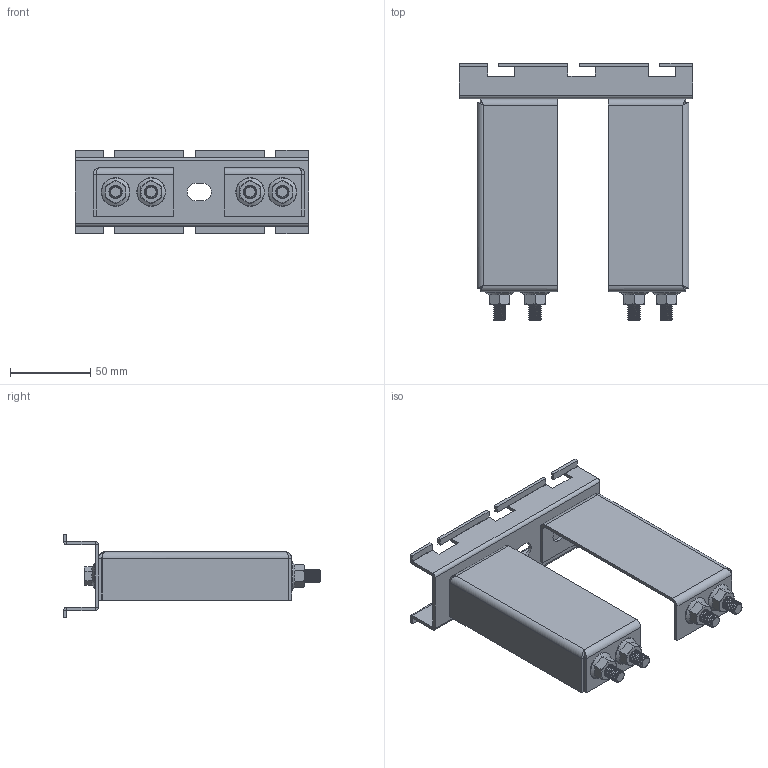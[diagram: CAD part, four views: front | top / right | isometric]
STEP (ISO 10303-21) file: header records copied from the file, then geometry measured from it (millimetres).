
FILE_DESCRIPTION (( 'STEP AP203' ), '1' );
FILE_NAME ('00406499.STEP', '2021-07-08T03:12:46', ( '' ), ( '' ), 'SwSTEP 2.0', 'SolidWorks 2020', '' );
FILE_SCHEMA (( 'CONFIG_CONTROL_DESIGN' ));
Length unit declared in the file: millimetre
Products named in the file (1): 00406499
Bounding box: 145 x 160 x 52 mm (x, y, z)
Volume: 83597.7 mm3; surface area: 86202.7 mm2
Topology: 15 solids, 15 shells, 750 faces, 1912 edges, 1198 vertices
Faces by surface type: cylinder 312, plane 232, cone 150, bspline 32, torus 24
Entity records: 38143 total; most frequent: CARTESIAN_POINT 22071, ORIENTED_EDGE 3824, DIRECTION 2808, EDGE_CURVE 1912, VERTEX_POINT 1198, AXIS2_PLACEMENT_3D 1033, EDGE_LOOP 790, ADVANCED_FACE 750
